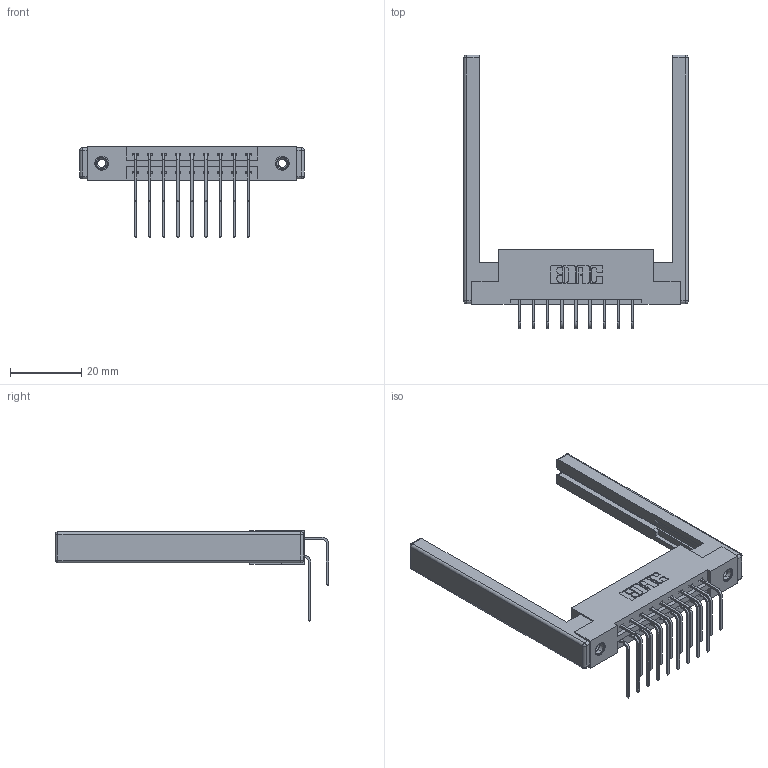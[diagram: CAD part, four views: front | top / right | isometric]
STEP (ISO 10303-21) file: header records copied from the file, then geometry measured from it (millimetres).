
FILE_DESCRIPTION (( 'STEP AP203' ), '1' );
FILE_NAME ('337-018-558-268.STEP', '2019-10-08T13:32:00', ( '' ), ( '' ), 'SwSTEP 2.0', 'SolidWorks 2016', '' );
FILE_SCHEMA (( 'CONFIG_CONTROL_DESIGN' ));
Length unit declared in the file: inch
Products named in the file (6): 345-292-001_558 559 Tail - 1; 337 Part_Flush Mounting Lugs - 0.156 Dia-TI; 337-018-558-268; 345-250-001_345-250-001-102; 307-220-068; 345-292-001_558 Tail - 2
Assembly tree (23 placements, depth 2):
  337-018-558-268
    337 Part_Flush Mounting Lugs - 0.156 Dia-TI
    345-292-001_558 559 Tail - 1  x9
    345-292-001_558 Tail - 2  x9
    345-250-001_345-250-001-102  x2
    307-220-068  x2
Bounding box: 63.09 x 76.9 x 25.53 mm (x, y, z)
Volume: 10698.7 mm3; surface area: 11373.1 mm2
Topology: 23 solids, 23 shells, 1276 faces, 3707 edges, 2426 vertices
Faces by surface type: plane 878, cylinder 374, cone 12, sphere 8, torus 4
Entity records: 15790 total; most frequent: CARTESIAN_POINT 2698, ORIENTED_EDGE 2572, DIRECTION 2408, EDGE_CURVE 1286, LINE 1068, VECTOR 1068, VERTEX_POINT 846, AXIS2_PLACEMENT_3D 670
